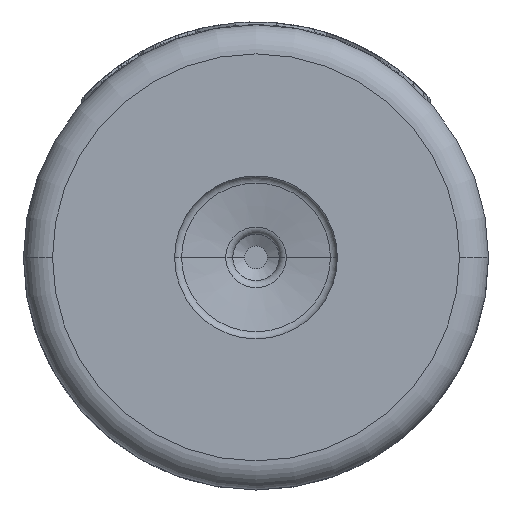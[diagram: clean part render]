
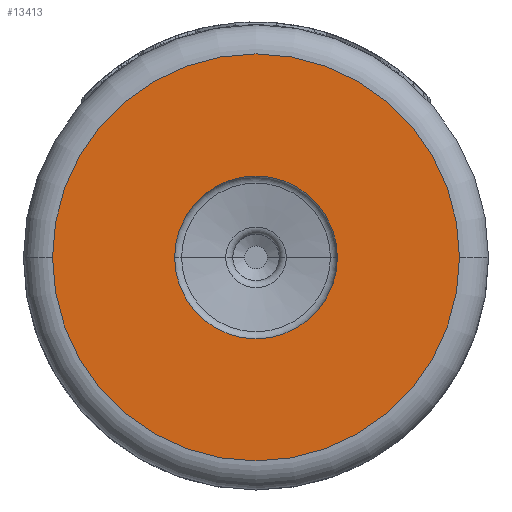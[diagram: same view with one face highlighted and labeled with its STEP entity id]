
A CAD part, front view. The second image highlights one B-rep face of the part: STEP entity #13413.
In plain terms, the highlighted planar face has unit normal (0, -1, 0).
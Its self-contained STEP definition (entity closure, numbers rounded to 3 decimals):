
#1872=CARTESIAN_POINT('',(0.,-4.,0.));
#1873=DIRECTION('',(0.,-1.,0.));
#1874=DIRECTION('',(-1.,0.,0.));
#1875=AXIS2_PLACEMENT_3D('',#1872,#1873,#1874);
#1887=CARTESIAN_POINT('',(0.,-4.,0.));
#1888=DIRECTION('',(0.,-1.,0.));
#1889=DIRECTION('',(-1.,0.,0.));
#1890=AXIS2_PLACEMENT_3D('',#1887,#1888,#1889);
#1892=CARTESIAN_POINT('',(0.,-4.,0.));
#1893=DIRECTION('',(0.,-1.,0.));
#1894=DIRECTION('',(1.,0.,0.));
#1895=AXIS2_PLACEMENT_3D('',#1892,#1893,#1894);
#1897=CARTESIAN_POINT('',(0.,-4.,0.));
#1898=DIRECTION('',(0.,-1.,0.));
#1899=DIRECTION('',(1.,0.,0.));
#1900=AXIS2_PLACEMENT_3D('',#1897,#1898,#1899);
#11431=CARTESIAN_POINT('',(-1.4,-4.,0.));
#11432=CARTESIAN_POINT('',(1.4,-4.,0.));
#11433=VERTEX_POINT('',#11431);
#11434=VERTEX_POINT('',#11432);
#11435=CARTESIAN_POINT('',(3.5,-4.,0.));
#11436=CARTESIAN_POINT('',(-3.5,-4.,0.));
#11437=VERTEX_POINT('',#11435);
#11438=VERTEX_POINT('',#11436);
#13397=CARTESIAN_POINT('',(0.,-4.,0.));
#13398=DIRECTION('',(0.,1.,0.));
#13399=DIRECTION('',(1.,0.,0.));
#13400=AXIS2_PLACEMENT_3D('',#13397,#13398,#13399);
#13401=PLANE('',#13400);
#13403=ORIENTED_EDGE('',*,*,#13402,.F.);
#13404=ORIENTED_EDGE('',*,*,#13387,.F.);
#13405=EDGE_LOOP('',(#13403,#13404));
#13406=FACE_OUTER_BOUND('',#13405,.F.);
#13408=ORIENTED_EDGE('',*,*,#13407,.T.);
#13410=ORIENTED_EDGE('',*,*,#13409,.T.);
#13411=EDGE_LOOP('',(#13408,#13410));
#13412=FACE_BOUND('',#13411,.F.);
#13413=ADVANCED_FACE('',(#13406,#13412),#13401,.F.);
#1876=CIRCLE('',#1875,3.5);
#1891=CIRCLE('',#1890,1.4);
#1896=CIRCLE('',#1895,1.4);
#1901=CIRCLE('',#1900,3.5);
#13387=EDGE_CURVE('',#11438,#11437,#1876,.T.);
#13402=EDGE_CURVE('',#11437,#11438,#1901,.T.);
#13407=EDGE_CURVE('',#11433,#11434,#1891,.T.);
#13409=EDGE_CURVE('',#11434,#11433,#1896,.T.);
